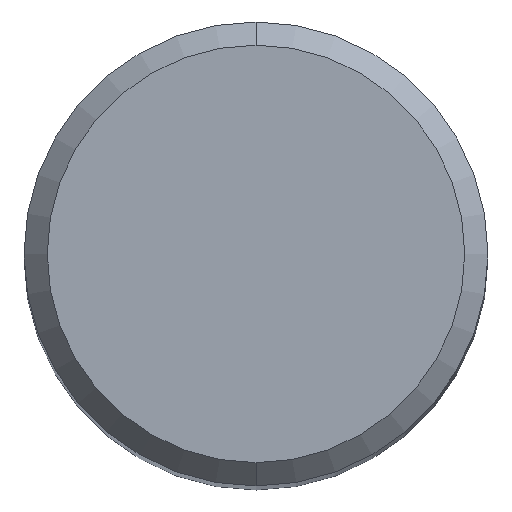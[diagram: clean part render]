
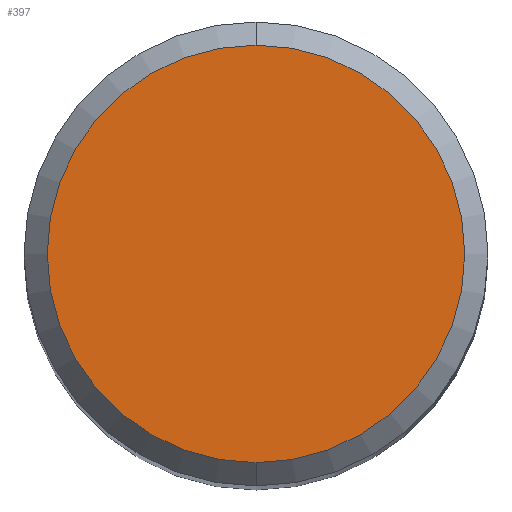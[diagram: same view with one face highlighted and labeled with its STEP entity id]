
A CAD part, top view. The second image highlights one B-rep face of the part: STEP entity #397.
In plain terms, the highlighted planar face has unit normal (0, 0, 1).
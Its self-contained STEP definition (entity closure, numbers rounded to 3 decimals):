
#169=VERTEX_POINT('',#460);
#227=VERTEX_POINT('',#523);
#261=EDGE_CURVE('',#169,#227,#562,.T.);
#347=EDGE_CURVE('',#227,#169,#653,.T.);
#397=ADVANCED_FACE('',(#710),#711,.T.);
#460=CARTESIAN_POINT('',(0.,-3.6,0.0));
#523=CARTESIAN_POINT('',(0.0,3.6,0.0));
#562=CIRCLE('',#979,3.6);
#653=CIRCLE('',#1179,3.6);
#710=FACE_OUTER_BOUND('',#1262,.T.);
#711=PLANE('',#1263);
#979=AXIS2_PLACEMENT_3D('',#1514,#1515,#1516);
#1179=AXIS2_PLACEMENT_3D('',#1593,#1594,#1595);
#1262=EDGE_LOOP('',(#1660,#1661));
#1263=AXIS2_PLACEMENT_3D('',#1662,#1663,#1664);
#1514=CARTESIAN_POINT('',(0.0,0.0,0.0));
#1515=DIRECTION('',(0.0,0.0,-1.0));
#1516=DIRECTION('',(0.0,1.0,0.0));
#1593=CARTESIAN_POINT('',(0.0,0.0,0.0));
#1594=DIRECTION('',(0.0,0.0,-1.0));
#1595=DIRECTION('',(0.0,1.0,0.0));
#1660=ORIENTED_EDGE('',*,*,#347,.F.);
#1661=ORIENTED_EDGE('',*,*,#261,.F.);
#1662=CARTESIAN_POINT('',(0.0,1.8,0.0));
#1663=DIRECTION('',(-0.0,0.0,1.0));
#1664=DIRECTION('',(0.0,-1.0,0.0));
